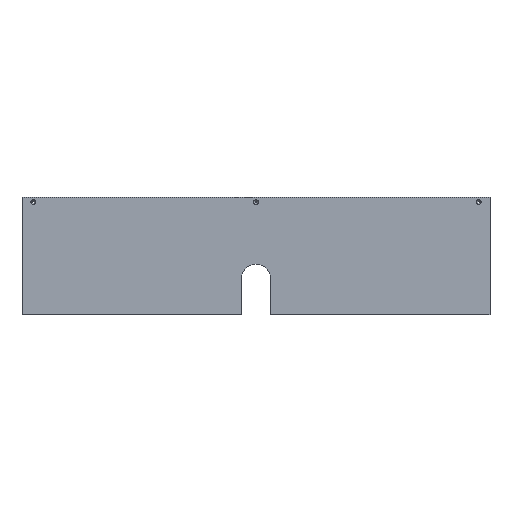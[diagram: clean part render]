
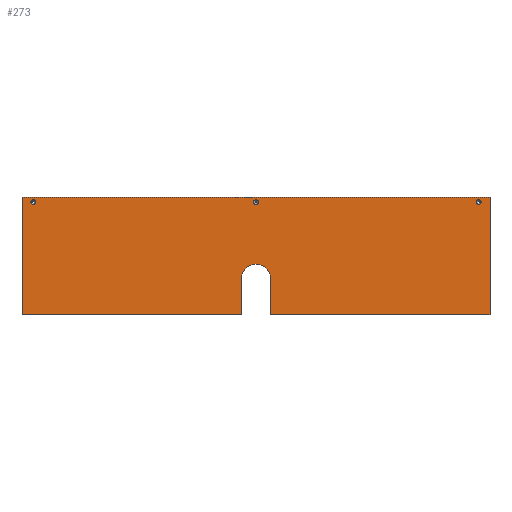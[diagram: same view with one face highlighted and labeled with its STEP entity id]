
A CAD part, top view. The second image highlights one B-rep face of the part: STEP entity #273.
In plain terms, the highlighted planar face has unit normal (0, 0, 1).
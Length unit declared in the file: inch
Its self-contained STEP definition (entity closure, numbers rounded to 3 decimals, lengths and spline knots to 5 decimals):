
#22=LINE('',#452,#44);
#23=LINE('',#454,#45);
#24=LINE('',#458,#46);
#25=LINE('',#460,#47);
#26=LINE('',#462,#48);
#27=LINE('',#464,#49);
#28=LINE('',#465,#50);
#44=VECTOR('',#374,39.37008);
#45=VECTOR('',#375,39.37008);
#46=VECTOR('',#378,39.37008);
#47=VECTOR('',#379,39.37008);
#48=VECTOR('',#380,39.37008);
#49=VECTOR('',#381,39.37008);
#50=VECTOR('',#382,39.37008);
#60=PLANE('',#319);
#81=FACE_BOUND('',#117,.T.);
#82=FACE_BOUND('',#118,.T.);
#83=FACE_BOUND('',#119,.T.);
#91=FACE_OUTER_BOUND('',#116,.T.);
#116=EDGE_LOOP('',(#220,#221,#222,#223,#224,#225,#226,#227));
#117=EDGE_LOOP('',(#228));
#118=EDGE_LOOP('',(#229));
#119=EDGE_LOOP('',(#230));
#129=CIRCLE('',#304,0.2655);
#132=CIRCLE('',#309,0.2655);
#135=CIRCLE('',#314,0.2655);
#138=CIRCLE('',#320,1.625);
#140=VERTEX_POINT('',#411);
#143=VERTEX_POINT('',#419);
#146=VERTEX_POINT('',#427);
#156=VERTEX_POINT('',#450);
#157=VERTEX_POINT('',#451);
#158=VERTEX_POINT('',#453);
#159=VERTEX_POINT('',#455);
#160=VERTEX_POINT('',#457);
#161=VERTEX_POINT('',#459);
#162=VERTEX_POINT('',#461);
#163=VERTEX_POINT('',#463);
#165=EDGE_CURVE('',#140,#140,#129,.T.);
#168=EDGE_CURVE('',#143,#143,#132,.T.);
#171=EDGE_CURVE('',#146,#146,#135,.T.);
#181=EDGE_CURVE('',#156,#157,#22,.T.);
#182=EDGE_CURVE('',#157,#158,#23,.T.);
#183=EDGE_CURVE('',#158,#159,#138,.T.);
#184=EDGE_CURVE('',#160,#159,#24,.T.);
#185=EDGE_CURVE('',#160,#161,#25,.T.);
#186=EDGE_CURVE('',#162,#161,#26,.T.);
#187=EDGE_CURVE('',#163,#162,#27,.T.);
#188=EDGE_CURVE('',#163,#156,#28,.T.);
#220=ORIENTED_EDGE('',*,*,#181,.T.);
#221=ORIENTED_EDGE('',*,*,#182,.T.);
#222=ORIENTED_EDGE('',*,*,#183,.T.);
#223=ORIENTED_EDGE('',*,*,#184,.F.);
#224=ORIENTED_EDGE('',*,*,#185,.T.);
#225=ORIENTED_EDGE('',*,*,#186,.F.);
#226=ORIENTED_EDGE('',*,*,#187,.F.);
#227=ORIENTED_EDGE('',*,*,#188,.T.);
#228=ORIENTED_EDGE('',*,*,#165,.F.);
#229=ORIENTED_EDGE('',*,*,#168,.F.);
#230=ORIENTED_EDGE('',*,*,#171,.F.);
#273=ADVANCED_FACE('',(#91,#81,#82,#83),#60,.T.);
#304=AXIS2_PLACEMENT_3D('',#412,#335,#336);
#309=AXIS2_PLACEMENT_3D('',#420,#345,#346);
#314=AXIS2_PLACEMENT_3D('',#428,#355,#356);
#319=AXIS2_PLACEMENT_3D('',#449,#372,#373);
#320=AXIS2_PLACEMENT_3D('',#456,#376,#377);
#335=DIRECTION('center_axis',(0.,0.,
1.));
#336=DIRECTION('ref_axis',(0.,-1.,0.));
#345=DIRECTION('center_axis',(0.,0.,
1.));
#346=DIRECTION('ref_axis',(0.,-1.,0.));
#355=DIRECTION('center_axis',(0.,0.,
1.));
#356=DIRECTION('ref_axis',(0.,-1.,0.));
#372=DIRECTION('center_axis',(0.,0.,
1.));
#373=DIRECTION('ref_axis',(1.,0.,0.));
#374=DIRECTION('',(1.,0.,0.));
#375=DIRECTION('',(0.,1.,0.));
#376=DIRECTION('center_axis',(0.,0.,
-1.));
#377=DIRECTION('ref_axis',(0.,-1.,0.));
#378=DIRECTION('',(0.,1.,0.));
#379=DIRECTION('',(1.,0.,0.));
#380=DIRECTION('',(0.,-1.,0.));
#381=DIRECTION('',(1.,0.,0.));
#382=DIRECTION('',(0.,-1.,0.));
#411=CARTESIAN_POINT('',(0.,12.16019,0.5));
#412=CARTESIAN_POINT('Origin',(0.,12.42569,0.5));
#419=CARTESIAN_POINT('',(-24.74544,12.16019,0.5));
#420=CARTESIAN_POINT('Origin',(-24.74544,12.42569,0.5));
#427=CARTESIAN_POINT('',(24.74544,12.16019,0.5));
#428=CARTESIAN_POINT('Origin',(24.74544,12.42569,0.5));
#449=CARTESIAN_POINT('Origin',(-19.3089,6.44354,0.5));
#450=CARTESIAN_POINT('',(-25.99544,-0.10111,0.5));
#451=CARTESIAN_POINT('',(-1.625,-0.10111,0.5));
#452=CARTESIAN_POINT('',(0.,-0.10111,0.5));
#453=CARTESIAN_POINT('',(-1.625,3.89889,0.5));
#454=CARTESIAN_POINT('',(-1.625,1.07004,0.5));
#455=CARTESIAN_POINT('',(1.625,3.89889,0.5));
#456=CARTESIAN_POINT('Origin',(0.,3.89889,0.5));
#457=CARTESIAN_POINT('',(1.625,-0.10111,0.5));
#458=CARTESIAN_POINT('',(1.625,1.07004,0.5));
#459=CARTESIAN_POINT('',(25.99544,-0.10111,0.5));
#460=CARTESIAN_POINT('',(0.,-0.10111,0.5));
#461=CARTESIAN_POINT('',(25.99544,12.98819,0.5));
#462=CARTESIAN_POINT('',(25.99544,6.44354,0.5));
#463=CARTESIAN_POINT('',(-25.99544,12.98819,0.5));
#464=CARTESIAN_POINT('',(0.,12.98819,0.5));
#465=CARTESIAN_POINT('',(-25.99544,6.44354,0.5));
